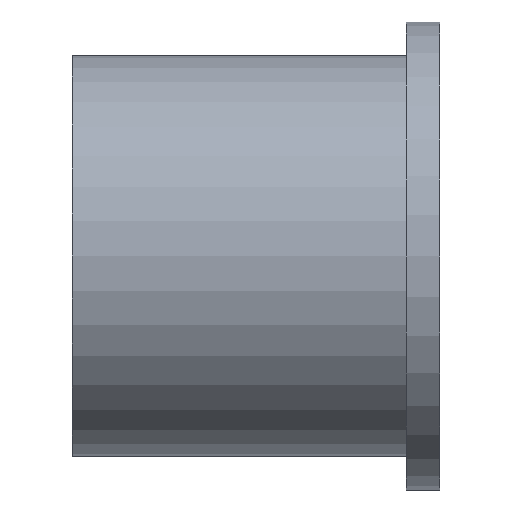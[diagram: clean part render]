
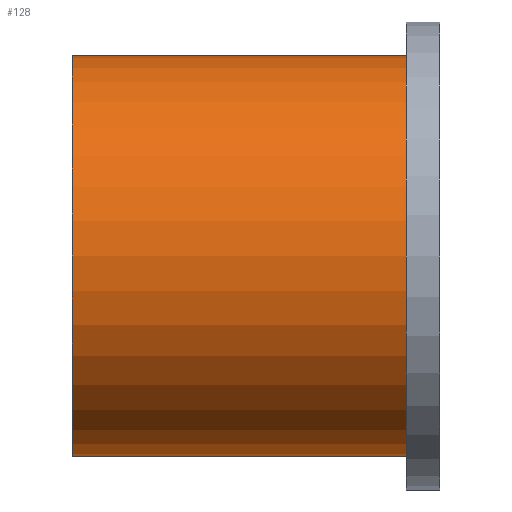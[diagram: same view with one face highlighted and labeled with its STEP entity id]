
A CAD part, front view. The second image highlights one B-rep face of the part: STEP entity #128.
In plain terms, the highlighted cylindrical face has radius 60 mm (diameter 120 mm), a full revolution.
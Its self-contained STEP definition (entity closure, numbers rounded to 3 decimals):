
#34=FACE_OUTER_BOUND('',#46,.T.);
#46=EDGE_LOOP('',(#109,#110,#111,#112,#113));
#50=LINE('',#244,#54);
#54=VECTOR('',#210,60.);
#61=CIRCLE('',#164,60.);
#63=CIRCLE('',#167,60.);
#64=CIRCLE('',#168,60.);
#71=VERTEX_POINT('',#232);
#73=VERTEX_POINT('',#237);
#74=VERTEX_POINT('',#238);
#83=EDGE_CURVE('',#71,#71,#61,.T.);
#85=EDGE_CURVE('',#73,#74,#63,.T.);
#86=EDGE_CURVE('',#74,#73,#64,.T.);
#88=EDGE_CURVE('',#74,#71,#50,.T.);
#109=ORIENTED_EDGE('',*,*,#85,.F.);
#110=ORIENTED_EDGE('',*,*,#86,.F.);
#111=ORIENTED_EDGE('',*,*,#88,.T.);
#112=ORIENTED_EDGE('',*,*,#83,.T.);
#113=ORIENTED_EDGE('',*,*,#88,.F.);
#120=CYLINDRICAL_SURFACE('',#170,60.);
#128=ADVANCED_FACE('',(#34),#120,.T.);
#164=AXIS2_PLACEMENT_3D('',#233,#196,#197);
#167=AXIS2_PLACEMENT_3D('',#239,#202,#203);
#168=AXIS2_PLACEMENT_3D('',#240,#204,#205);
#170=AXIS2_PLACEMENT_3D('',#243,#208,#209);
#196=DIRECTION('center_axis',(1.,0.,0.));
#197=DIRECTION('ref_axis',(0.,1.,0.));
#202=DIRECTION('center_axis',(1.,0.,0.));
#203=DIRECTION('ref_axis',(0.,1.,0.));
#204=DIRECTION('center_axis',(1.,0.,0.));
#205=DIRECTION('ref_axis',(0.,1.,0.));
#208=DIRECTION('center_axis',(1.,0.,0.));
#209=DIRECTION('ref_axis',(0.,1.,0.));
#210=DIRECTION('',(-1.,0.,0.));
#232=CARTESIAN_POINT('',(0.,-60.,0.));
#233=CARTESIAN_POINT('Origin',(0.,0.,0.));
#237=CARTESIAN_POINT('',(100.,0.,-60.));
#238=CARTESIAN_POINT('',(100.,-60.,0.));
#239=CARTESIAN_POINT('Origin',(100.,0.,0.));
#240=CARTESIAN_POINT('Origin',(100.,0.,0.));
#243=CARTESIAN_POINT('Origin',(0.,0.,0.));
#244=CARTESIAN_POINT('',(0.,-60.,0.));
